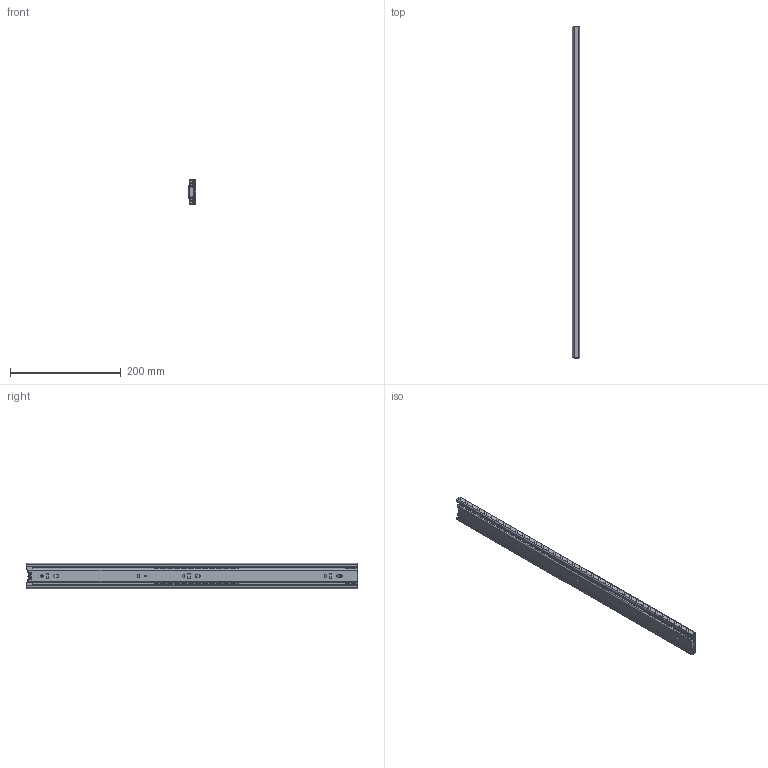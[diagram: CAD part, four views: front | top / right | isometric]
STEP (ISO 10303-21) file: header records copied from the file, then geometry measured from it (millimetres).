
FILE_DESCRIPTION((''),'2;1');
FILE_NAME('ASM0001_ASM','2017-01-21T',('Genhom Lau'),(''),'CREO PARAMETRIC BY PTC INC, 2014190','CREO PARAMETRIC BY PTC INC, 2014190','');
FILE_SCHEMA(('CONFIG_CONTROL_DESIGN'));
Length unit declared in the file: millimetre
Products named in the file (13): 45_OUTER; 45_BUMPER; 45_MID; 45_STOPER; 45_INNER; CAGE; BALL; BALLCAGE_ASM; ASM0003_ASM; PLASCTI; BALL1; PLACTICCAGE_ASM; ASM0001_ASM
Assembly tree (24 placements, depth 4):
  ASM0001_ASM
    45_OUTER
    45_BUMPER
    45_MID
    45_STOPER
    45_INNER
    ASM0003_ASM
      BALLCAGE_ASM  x6
        CAGE
        BALL
    PLACTICCAGE_ASM  x2
      PLASCTI
      BALL1
Bounding box: 12.7 x 600 x 45.4 mm (x, y, z)
Volume: 124509.4 mm3; surface area: 209942.3 mm2
Topology: 13 solids, 45 shells, 1211 faces, 3597 edges, 2326 vertices
Faces by surface type: plane 604, cylinder 493, sphere 64, torus 48, cone 2
Entity records: 20167 total; most frequent: CARTESIAN_POINT 3902, ORIENTED_EDGE 3386, DIRECTION 3373, EDGE_CURVE 1693, AXIS2_PLACEMENT_3D 1146, VERTEX_POINT 1122, VECTOR 1081, LINE 1081
